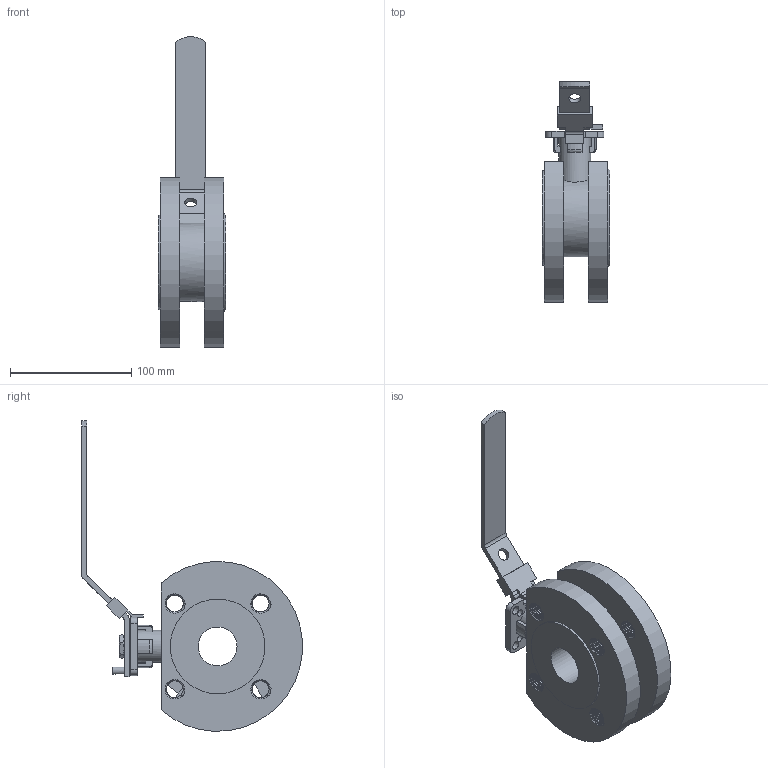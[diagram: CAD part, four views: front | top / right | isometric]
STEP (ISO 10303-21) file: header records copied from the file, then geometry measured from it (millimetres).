
FILE_DESCRIPTION(/* description */ ('Unknown'),/* implementation_level */ '2;1');
FILE_NAME(/* name */ '20200903-MD-57D-DN32',/* time_stamp */ '2020-09-03T17:25:23+08:00',/* author */ ('Unknown'),/* organization */ ('Unknown'),/* preprocessor_version */ 'ST-DEVELOPER v16.7',/* originating_system */ 'DEX',/* authorisation */ $);
FILE_SCHEMA (('AUTOMOTIVE_DESIGN {1 0 10303 214 3 1 1}'));
Products named in the file (1): DN32md6
Bounding box: 56 x 181.75 x 255.92 mm (x, y, z)
Volume: 510407.2 mm3; surface area: 108716.2 mm2
Topology: 7 solids, 7 shells, 463 faces, 1708 edges, 1264 vertices
Faces by surface type: cylinder 163, bspline 147, plane 128, cone 21, torus 4
Full cylindrical faces by diameter (mm): 5 x2, 5.2 x1, 6 x5, 7 x4, 10 x1, 15.5 x1, 26.5 x1, 32 x1, 78 x1
Entity records: 53439 total; most frequent: CARTESIAN_POINT 40661, ORIENTED_EDGE 3356, DIRECTION 1919, EDGE_CURVE 1678, VERTEX_POINT 1255, AXIS2_PLACEMENT_3D 706, EDGE_LOOP 537, FACE_BOUND 537
